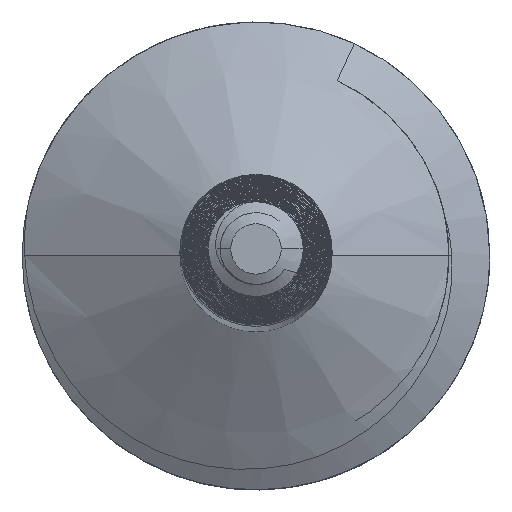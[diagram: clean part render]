
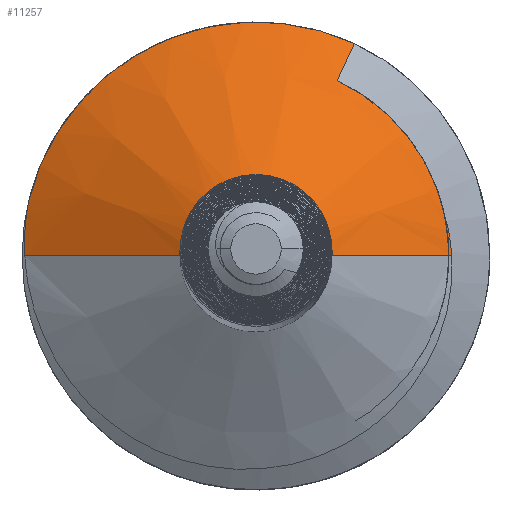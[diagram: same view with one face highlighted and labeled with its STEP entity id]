
A CAD part, top view. The second image highlights one B-rep face of the part: STEP entity #11257.
In plain terms, the highlighted conical face has half-angle 60 degrees and reference radius 2 mm.
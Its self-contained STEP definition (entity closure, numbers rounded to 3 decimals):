
#234 = CARTESIAN_POINT ( 'NONE',  ( -1.977, 0., -33.486 ) ) ;
#543 = CARTESIAN_POINT ( 'NONE',  ( 0., 0., -33.5 ) ) ;
#816 = VERTEX_POINT ( 'NONE', #978 ) ;
#978 = CARTESIAN_POINT ( 'NONE',  ( -1.945, 0.464, -33.5 ) ) ;
#1254 = ORIENTED_EDGE ( 'NONE', *, *, #22198, .F. ) ;
#1507 = CARTESIAN_POINT ( 'NONE',  ( -2., 0., -33.5 ) ) ;
#3250 = DIRECTION ( 'NONE',  ( 0., 0., 1. ) ) ;
#3630 = CARTESIAN_POINT ( 'NONE',  ( 1.11, 1.227, -33.298 ) ) ;
#5281 = CARTESIAN_POINT ( 'NONE',  ( 1.605, 0.383, -33.298 ) ) ;
#5282 = B_SPLINE_CURVE_WITH_KNOTS ( 'NONE', 3,
 ( #11047, #21162, #14883, #3630, #15004, #22819, #13472, #5281 ),
 .UNSPECIFIED., .F., .F.,
 ( 4, 2, 2, 4 ),
 ( 0., 0., 0.001, 0.001 ),
 .UNSPECIFIED. ) ;
#5731 = EDGE_CURVE ( 'NONE', #15941, #21400, #18911, .T. ) ;
#6402 =( BOUNDED_CURVE ( )  B_SPLINE_CURVE ( 1, ( #21699, #19797 ),
 .UNSPECIFIED., .F., .F. ) 
 B_SPLINE_CURVE_WITH_KNOTS ( ( 2, 2 ),
 ( 0., 0. ),
 .UNSPECIFIED. ) 
 CURVE ( )  GEOMETRIC_REPRESENTATION_ITEM ( )  RATIONAL_B_SPLINE_CURVE ( ( 0.935, 0.935 ) ) 
 REPRESENTATION_ITEM ( '' )  );
#6529 = DIRECTION ( 'NONE',  ( -1., 0., 0. ) ) ;
#7001 = CARTESIAN_POINT ( 'NONE',  ( 0., 0., -33.5 ) ) ;
#7292 = ORIENTED_EDGE ( 'NONE', *, *, #5731, .F. ) ;
#7551 = VERTEX_POINT ( 'NONE', #21072 ) ;
#7812 = B_SPLINE_CURVE_WITH_KNOTS ( 'NONE', 3,
 ( #16995, #24799, #10726, #18668 ),
 .UNSPECIFIED., .F., .F.,
 ( 4, 4 ),
 ( 0., 0. ),
 .UNSPECIFIED. ) ;
#7814 = ORIENTED_EDGE ( 'NONE', *, *, #9057, .F. ) ;
#7825 = AXIS2_PLACEMENT_3D ( 'NONE', #7001, #23830, #6529 ) ;
#8078 = DIRECTION ( 'NONE',  ( 1., 0., 0. ) ) ;
#8082 = ORIENTED_EDGE ( 'NONE', *, *, #18463, .F. ) ;
#8212 = VERTEX_POINT ( 'NONE', #10004 ) ;
#8287 = EDGE_CURVE ( 'NONE', #7551, #816, #15475, .T. ) ;
#8497 = CARTESIAN_POINT ( 'NONE',  ( 2., 0., -33.5 ) ) ;
#8708 = ORIENTED_EDGE ( 'NONE', *, *, #23821, .F. ) ;
#9057 = EDGE_CURVE ( 'NONE', #7551, #10783, #6402, .T. ) ;
#9749 = ORIENTED_EDGE ( 'NONE', *, *, #12400, .F. ) ;
#9753 = VERTEX_POINT ( 'NONE', #16107 ) ;
#10004 = CARTESIAN_POINT ( 'NONE',  ( 1.605, 0.383, -33.298 ) ) ;
#10243 = ORIENTED_EDGE ( 'NONE', *, *, #8287, .T. ) ;
#10726 = CARTESIAN_POINT ( 'NONE',  ( 1.666, 0.13, -33.307 ) ) ;
#10783 = VERTEX_POINT ( 'NONE', #18147 ) ;
#11047 = CARTESIAN_POINT ( 'NONE',  ( 0.694, 1.497, -33.298 ) ) ;
#11257 = ADVANCED_FACE ( 'NONE', ( #20699 ), #21310, .T. ) ;
#11900 = EDGE_CURVE ( 'NONE', #9753, #20980, #14620, .T. ) ;
#12400 = EDGE_CURVE ( 'NONE', #8212, #20980, #7812, .T. ) ;
#13017 = DIRECTION ( 'NONE',  ( -0.866, 0., -0.5 ) ) ;
#13472 = CARTESIAN_POINT ( 'NONE',  ( 1.547, 0.626, -33.298 ) ) ;
#13945 = VECTOR ( 'NONE', #18106, 1000. ) ;
#14383 = CARTESIAN_POINT ( 'NONE',  ( 0., 0., -32.721 ) ) ;
#14427 = CARTESIAN_POINT ( 'NONE',  ( -1.974, 0.31, -33.496 ) ) ;
#14620 = LINE ( 'NONE', #8497, #13945 ) ;
#14883 = CARTESIAN_POINT ( 'NONE',  ( 0.915, 1.379, -33.298 ) ) ;
#15004 = CARTESIAN_POINT ( 'NONE',  ( 1.198, 1.141, -33.298 ) ) ;
#15475 = CIRCLE ( 'NONE', #20395, 2. ) ;
#15941 = VERTEX_POINT ( 'NONE', #24427 ) ;
#15976 = CARTESIAN_POINT ( 'NONE',  ( -1.977, 0., -33.486 ) ) ;
#16107 = CARTESIAN_POINT ( 'NONE',  ( 0.65, 0., -32.721 ) ) ;
#16556 = DIRECTION ( 'NONE',  ( 1., 0., 0. ) ) ;
#16675 = B_SPLINE_CURVE_WITH_KNOTS ( 'NONE', 3,
 ( #15976, #23788, #14427, #21980 ),
 .UNSPECIFIED., .F., .F.,
 ( 4, 4 ),
 ( 0.006, 0.007 ),
 .UNSPECIFIED. ) ;
#16715 = VECTOR ( 'NONE', #13017, 1000. ) ;
#16995 = CARTESIAN_POINT ( 'NONE',  ( 1.605, 0.383, -33.298 ) ) ;
#18106 = DIRECTION ( 'NONE',  ( 0.866, 0., -0.5 ) ) ;
#18147 = CARTESIAN_POINT ( 'NONE',  ( 0.694, 1.497, -33.298 ) ) ;
#18463 = EDGE_CURVE ( 'NONE', #21400, #816, #16675, .T. ) ;
#18475 = ORIENTED_EDGE ( 'NONE', *, *, #11900, .T. ) ;
#18668 = CARTESIAN_POINT ( 'NONE',  ( 1.673, 0., -33.311 ) ) ;
#18873 = CIRCLE ( 'NONE', #20901, 0.65 ) ;
#18911 = LINE ( 'NONE', #1507, #16715 ) ;
#19665 = EDGE_LOOP ( 'NONE', ( #8708, #18475, #9749, #1254, #7814, #10243, #8082, #7292 ) ) ;
#19797 = CARTESIAN_POINT ( 'NONE',  ( 0.694, 1.497, -33.298 ) ) ;
#20227 = DIRECTION ( 'NONE',  ( 0., 0., 1. ) ) ;
#20395 = AXIS2_PLACEMENT_3D ( 'NONE', #543, #20227, #8078 ) ;
#20699 = FACE_OUTER_BOUND ( 'NONE', #19665, .T. ) ;
#20901 = AXIS2_PLACEMENT_3D ( 'NONE', #14383, #3250, #16556 ) ;
#20980 = VERTEX_POINT ( 'NONE', #24167 ) ;
#21072 = CARTESIAN_POINT ( 'NONE',  ( 0.842, 1.814, -33.5 ) ) ;
#21162 = CARTESIAN_POINT ( 'NONE',  ( 0.808, 1.444, -33.298 ) ) ;
#21310 = CONICAL_SURFACE ( 'NONE', #7825, 2., 1.047 ) ;
#21400 = VERTEX_POINT ( 'NONE', #234 ) ;
#21699 = CARTESIAN_POINT ( 'NONE',  ( 0.842, 1.814, -33.5 ) ) ;
#21980 = CARTESIAN_POINT ( 'NONE',  ( -1.945, 0.464, -33.5 ) ) ;
#22198 = EDGE_CURVE ( 'NONE', #10783, #8212, #5282, .T. ) ;
#22819 = CARTESIAN_POINT ( 'NONE',  ( 1.435, 0.851, -33.298 ) ) ;
#23788 = CARTESIAN_POINT ( 'NONE',  ( -1.984, 0.155, -33.491 ) ) ;
#23821 = EDGE_CURVE ( 'NONE', #9753, #15941, #18873, .T. ) ;
#23830 = DIRECTION ( 'NONE',  ( 0., 0., -1. ) ) ;
#24167 = CARTESIAN_POINT ( 'NONE',  ( 1.673, 0., -33.311 ) ) ;
#24427 = CARTESIAN_POINT ( 'NONE',  ( -0.65, 0., -32.721 ) ) ;
#24799 = CARTESIAN_POINT ( 'NONE',  ( 1.643, 0.257, -33.302 ) ) ;
